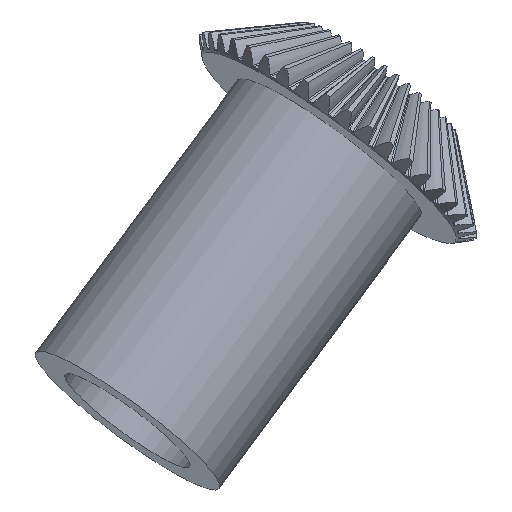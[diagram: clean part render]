
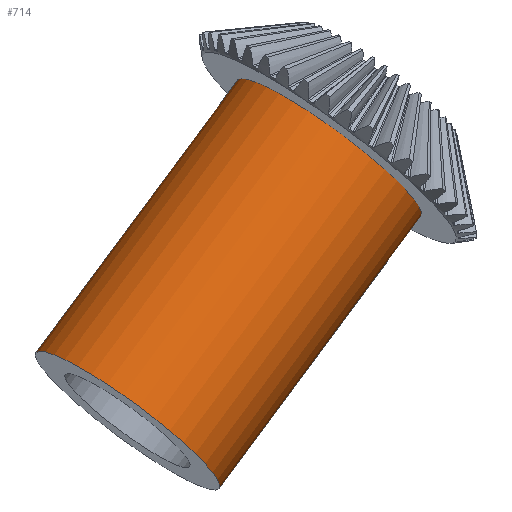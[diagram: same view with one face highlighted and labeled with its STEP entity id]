
A CAD part, isometric view. The second image highlights one B-rep face of the part: STEP entity #714.
In plain terms, the highlighted cylindrical face has radius 11 mm (diameter 22 mm), a full revolution.
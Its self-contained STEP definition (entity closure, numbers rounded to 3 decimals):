
#714 = ADVANCED_FACE ( 'NONE', ( #5567, #18963 ), #1416, .T. ) ;
#1416 = CYLINDRICAL_SURFACE ( 'NONE', #18545, 11. ) ;
#2060 = CARTESIAN_POINT ( 'NONE',  ( 6.09, -9.16, 16.58 ) ) ;
#2861 = CARTESIAN_POINT ( 'NONE',  ( 0., 0., 16.58 ) ) ;
#3436 = DIRECTION ( 'NONE',  ( -0.554, 0.833, 0. ) ) ;
#3935 = VERTEX_POINT ( 'NONE', #17582 ) ;
#4210 = EDGE_LOOP ( 'NONE', ( #9913 ) ) ;
#5567 = FACE_OUTER_BOUND ( 'NONE', #4210, .T. ) ;
#9197 = EDGE_LOOP ( 'NONE', ( #13295 ) ) ;
#9913 = ORIENTED_EDGE ( 'NONE', *, *, #15824, .F. ) ;
#9914 = EDGE_CURVE ( 'NONE', #3935, #3935, #12151, .T. ) ;
#10429 = DIRECTION ( 'NONE',  ( 0.554, -0.833, 0. ) ) ;
#10566 = DIRECTION ( 'NONE',  ( 0., 0., 1. ) ) ;
#11414 = CARTESIAN_POINT ( 'NONE',  ( 0., 0., -16.58 ) ) ;
#12151 = CIRCLE ( 'NONE', #22222, 11. ) ;
#13295 = ORIENTED_EDGE ( 'NONE', *, *, #9914, .T. ) ;
#15687 = VERTEX_POINT ( 'NONE', #2060 ) ;
#15824 = EDGE_CURVE ( 'NONE', #15687, #15687, #24977, .T. ) ;
#17582 = CARTESIAN_POINT ( 'NONE',  ( -6.09, 9.16, -16.58 ) ) ;
#18545 = AXIS2_PLACEMENT_3D ( 'NONE', #20718, #22631, #3436 ) ;
#18760 = DIRECTION ( 'NONE',  ( 0., 0., 1. ) ) ;
#18963 = FACE_OUTER_BOUND ( 'NONE', #9197, .T. ) ;
#20718 = CARTESIAN_POINT ( 'NONE',  ( 0., 0., 16.58 ) ) ;
#22222 = AXIS2_PLACEMENT_3D ( 'NONE', #11414, #18760, #23039 ) ;
#22631 = DIRECTION ( 'NONE',  ( 0., 0., -1. ) ) ;
#22978 = AXIS2_PLACEMENT_3D ( 'NONE', #2861, #10566, #10429 ) ;
#23039 = DIRECTION ( 'NONE',  ( -0.554, 0.833, 0. ) ) ;
#24977 = CIRCLE ( 'NONE', #22978, 11. ) ;
